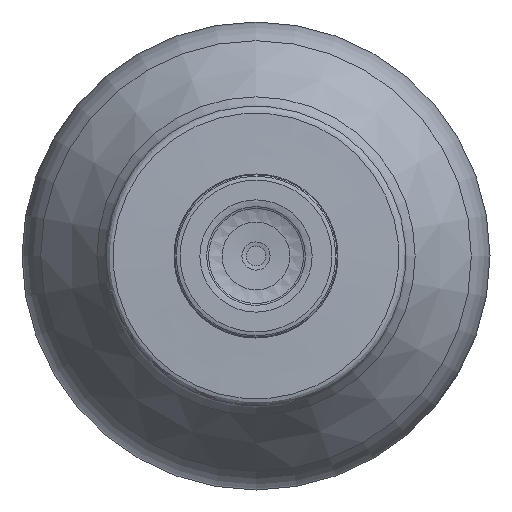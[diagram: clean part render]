
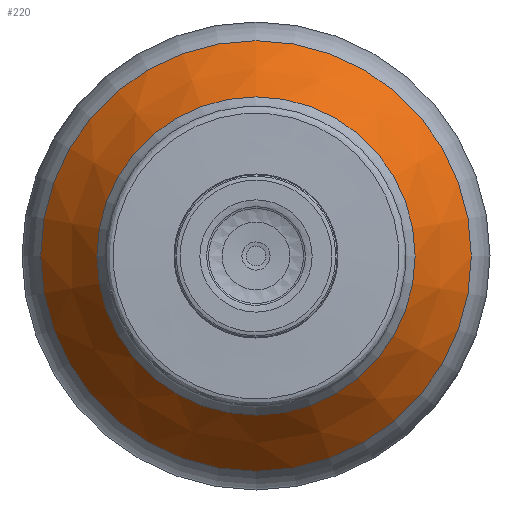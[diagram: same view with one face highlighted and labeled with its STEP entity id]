
A CAD part, left-side view. The second image highlights one B-rep face of the part: STEP entity #220.
In plain terms, the highlighted conical face has half-angle 36.87 degrees and reference radius 11.5 mm.
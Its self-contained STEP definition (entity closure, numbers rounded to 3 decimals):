
#107=CONICAL_SURFACE('',#590,11.5,36.87);
#151=FACE_BOUND('',#288,.T.);
#152=FACE_BOUND('',#289,.T.);
#220=ADVANCED_FACE('',(#151,#152),#107,.T.);
#288=EDGE_LOOP('',(#374));
#289=EDGE_LOOP('',(#375));
#374=ORIENTED_EDGE('',*,*,#489,.T.);
#375=ORIENTED_EDGE('',*,*,#488,.F.);
#445=VERTEX_POINT('',#823);
#446=VERTEX_POINT('',#826);
#488=EDGE_CURVE('',#445,#445,#531,.T.);
#489=EDGE_CURVE('',#446,#446,#532,.T.);
#531=CIRCLE('',#587,11.5);
#532=CIRCLE('',#589,8.5);
#587=AXIS2_PLACEMENT_3D('',#822,#683,#684);
#589=AXIS2_PLACEMENT_3D('',#825,#687,#688);
#590=AXIS2_PLACEMENT_3D('',#827,#689,#690);
#683=DIRECTION('',(1.,0.,0.));
#684=DIRECTION('',(0.,0.,1.));
#687=DIRECTION('',(1.,0.,0.));
#688=DIRECTION('',(0.,0.,1.));
#689=DIRECTION('',(1.,0.,0.));
#690=DIRECTION('',(0.,0.,-1.));
#822=CARTESIAN_POINT('',(58.,0.,0.));
#823=CARTESIAN_POINT('',(58.,0.,11.5));
#825=CARTESIAN_POINT('',(54.,0.,0.));
#826=CARTESIAN_POINT('',(54.,0.,8.5));
#827=CARTESIAN_POINT('',(58.,0.,0.));
